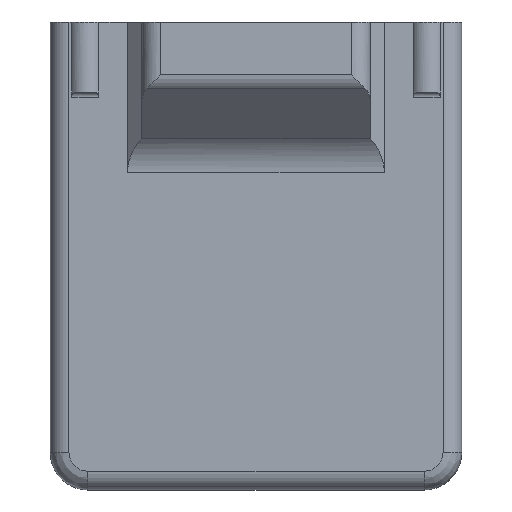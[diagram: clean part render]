
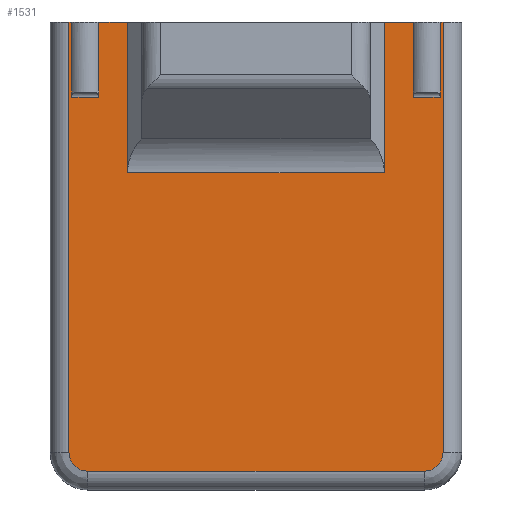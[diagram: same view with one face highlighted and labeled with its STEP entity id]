
A CAD part, top view. The second image highlights one B-rep face of the part: STEP entity #1531.
In plain terms, the highlighted planar face has unit normal (0, 0, 1).
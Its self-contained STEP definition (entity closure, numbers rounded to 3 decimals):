
#77=CIRCLE('',#1640,4.);
#78=CIRCLE('',#1641,4.);
#130=FACE_OUTER_BOUND('',#218,.T.);
#218=EDGE_LOOP('',(#1035,#1036,#1037,#1038,#1039,#1040,#1041,#1042,#1043,
#1044,#1045,#1046,#1047,#1048,#1049,#1050,#1051,#1052));
#323=LINE('',#2269,#484);
#324=LINE('',#2273,#485);
#325=LINE('',#2275,#486);
#326=LINE('',#2277,#487);
#327=LINE('',#2279,#488);
#328=LINE('',#2281,#489);
#329=LINE('',#2283,#490);
#330=LINE('',#2285,#491);
#331=LINE('',#2287,#492);
#332=LINE('',#2291,#493);
#333=LINE('',#2295,#494);
#334=LINE('',#2297,#495);
#335=LINE('',#2299,#496);
#336=LINE('',#2301,#497);
#337=LINE('',#2303,#498);
#338=LINE('',#2304,#499);
#484=VECTOR('',#1807,10.);
#485=VECTOR('',#1812,10.);
#486=VECTOR('',#1813,10.);
#487=VECTOR('',#1814,10.);
#488=VECTOR('',#1815,10.);
#489=VECTOR('',#1816,10.);
#490=VECTOR('',#1817,10.);
#491=VECTOR('',#1818,10.);
#492=VECTOR('',#1819,10.);
#493=VECTOR('',#1822,10.);
#494=VECTOR('',#1825,10.);
#495=VECTOR('',#1826,10.);
#496=VECTOR('',#1827,10.);
#497=VECTOR('',#1828,10.);
#498=VECTOR('',#1829,10.);
#499=VECTOR('',#1830,10.);
#650=VERTEX_POINT('',#2266);
#651=VERTEX_POINT('',#2268);
#652=VERTEX_POINT('',#2272);
#653=VERTEX_POINT('',#2274);
#654=VERTEX_POINT('',#2276);
#655=VERTEX_POINT('',#2278);
#656=VERTEX_POINT('',#2280);
#657=VERTEX_POINT('',#2282);
#658=VERTEX_POINT('',#2284);
#659=VERTEX_POINT('',#2286);
#660=VERTEX_POINT('',#2288);
#661=VERTEX_POINT('',#2290);
#662=VERTEX_POINT('',#2292);
#663=VERTEX_POINT('',#2294);
#664=VERTEX_POINT('',#2296);
#665=VERTEX_POINT('',#2298);
#666=VERTEX_POINT('',#2300);
#667=VERTEX_POINT('',#2302);
#800=EDGE_CURVE('',#650,#651,#323,.T.);
#802=EDGE_CURVE('',#651,#652,#324,.T.);
#803=EDGE_CURVE('',#653,#650,#325,.T.);
#804=EDGE_CURVE('',#653,#654,#326,.T.);
#805=EDGE_CURVE('',#654,#655,#327,.T.);
#806=EDGE_CURVE('',#656,#655,#328,.T.);
#807=EDGE_CURVE('',#656,#657,#329,.T.);
#808=EDGE_CURVE('',#657,#658,#330,.T.);
#809=EDGE_CURVE('',#659,#658,#331,.T.);
#810=EDGE_CURVE('',#660,#659,#77,.T.);
#811=EDGE_CURVE('',#661,#660,#332,.T.);
#812=EDGE_CURVE('',#662,#661,#78,.T.);
#813=EDGE_CURVE('',#663,#662,#333,.T.);
#814=EDGE_CURVE('',#663,#664,#334,.T.);
#815=EDGE_CURVE('',#664,#665,#335,.T.);
#816=EDGE_CURVE('',#666,#665,#336,.T.);
#817=EDGE_CURVE('',#666,#667,#337,.T.);
#818=EDGE_CURVE('',#667,#652,#338,.T.);
#1035=ORIENTED_EDGE('',*,*,#802,.F.);
#1036=ORIENTED_EDGE('',*,*,#800,.F.);
#1037=ORIENTED_EDGE('',*,*,#803,.F.);
#1038=ORIENTED_EDGE('',*,*,#804,.T.);
#1039=ORIENTED_EDGE('',*,*,#805,.T.);
#1040=ORIENTED_EDGE('',*,*,#806,.F.);
#1041=ORIENTED_EDGE('',*,*,#807,.T.);
#1042=ORIENTED_EDGE('',*,*,#808,.T.);
#1043=ORIENTED_EDGE('',*,*,#809,.F.);
#1044=ORIENTED_EDGE('',*,*,#810,.F.);
#1045=ORIENTED_EDGE('',*,*,#811,.F.);
#1046=ORIENTED_EDGE('',*,*,#812,.F.);
#1047=ORIENTED_EDGE('',*,*,#813,.F.);
#1048=ORIENTED_EDGE('',*,*,#814,.T.);
#1049=ORIENTED_EDGE('',*,*,#815,.T.);
#1050=ORIENTED_EDGE('',*,*,#816,.F.);
#1051=ORIENTED_EDGE('',*,*,#817,.T.);
#1052=ORIENTED_EDGE('',*,*,#818,.T.);
#1479=PLANE('',#1639);
#1531=ADVANCED_FACE('',(#130),#1479,.T.);
#1639=AXIS2_PLACEMENT_3D('',#2271,#1810,#1811);
#1640=AXIS2_PLACEMENT_3D('',#2289,#1820,#1821);
#1641=AXIS2_PLACEMENT_3D('',#2293,#1823,#1824);
#1807=DIRECTION('',(1.,0.,0.));
#1810=DIRECTION('center_axis',(0.,0.,1.));
#1811=DIRECTION('ref_axis',(1.,0.,0.));
#1812=DIRECTION('',(0.,1.,0.));
#1813=DIRECTION('',(0.,-1.,0.));
#1814=DIRECTION('',(-1.,0.,0.));
#1815=DIRECTION('',(0.,-1.,0.));
#1816=DIRECTION('',(1.,0.,0.));
#1817=DIRECTION('',(0.,1.,0.));
#1818=DIRECTION('',(-1.,0.,0.));
#1819=DIRECTION('',(0.,1.,0.));
#1820=DIRECTION('center_axis',(0.,0.,-1.));
#1821=DIRECTION('ref_axis',(-0.707,-0.707,0.));
#1822=DIRECTION('',(-1.,0.,0.));
#1823=DIRECTION('center_axis',(0.,0.,-1.));
#1824=DIRECTION('ref_axis',(0.707,-0.707,0.));
#1825=DIRECTION('',(0.,-1.,0.));
#1826=DIRECTION('',(-1.,0.,0.));
#1827=DIRECTION('',(0.,-1.,0.));
#1828=DIRECTION('',(1.,0.,0.));
#1829=DIRECTION('',(0.,1.,0.));
#1830=DIRECTION('',(-1.,0.,0.));
#2266=CARTESIAN_POINT('',(106.127,-60.166,16.));
#2268=CARTESIAN_POINT('',(160.927,-60.166,16.));
#2269=CARTESIAN_POINT('',(133.537,-60.166,16.));
#2271=CARTESIAN_POINT('Origin',(133.541,-77.91,16.));
#2272=CARTESIAN_POINT('',(160.927,-27.979,16.));
#2273=CARTESIAN_POINT('',(160.927,-54.415,16.));
#2274=CARTESIAN_POINT('',(106.127,-27.979,16.));
#2275=CARTESIAN_POINT('',(106.127,-52.945,16.));
#2276=CARTESIAN_POINT('',(99.953,-27.979,16.));
#2277=CARTESIAN_POINT('',(177.462,-27.979,16.));
#2278=CARTESIAN_POINT('',(99.953,-43.979,16.));
#2279=CARTESIAN_POINT('',(99.953,-27.979,16.));
#2280=CARTESIAN_POINT('',(94.209,-43.979,16.));
#2281=CARTESIAN_POINT('',(115.311,-43.979,16.));
#2282=CARTESIAN_POINT('',(94.209,-27.979,16.));
#2283=CARTESIAN_POINT('',(94.209,-27.979,16.));
#2284=CARTESIAN_POINT('',(93.619,-27.979,16.));
#2285=CARTESIAN_POINT('',(177.462,-27.979,16.));
#2286=CARTESIAN_POINT('',(93.619,-119.841,16.));
#2287=CARTESIAN_POINT('',(93.619,-52.945,16.));
#2288=CARTESIAN_POINT('',(97.619,-123.841,16.));
#2289=CARTESIAN_POINT('Origin',(97.619,-119.841,16.));
#2290=CARTESIAN_POINT('',(169.462,-123.841,16.));
#2291=CARTESIAN_POINT('',(115.58,-123.841,16.));
#2292=CARTESIAN_POINT('',(173.462,-119.841,16.));
#2293=CARTESIAN_POINT('Origin',(169.462,-119.841,16.));
#2294=CARTESIAN_POINT('',(173.462,-27.979,16.));
#2295=CARTESIAN_POINT('',(173.462,-98.876,16.));
#2296=CARTESIAN_POINT('',(172.872,-27.979,16.));
#2297=CARTESIAN_POINT('',(177.462,-27.979,16.));
#2298=CARTESIAN_POINT('',(172.872,-43.979,16.));
#2299=CARTESIAN_POINT('',(172.872,-27.979,16.));
#2300=CARTESIAN_POINT('',(167.128,-43.979,16.));
#2301=CARTESIAN_POINT('',(151.77,-43.979,16.));
#2302=CARTESIAN_POINT('',(167.128,-27.979,16.));
#2303=CARTESIAN_POINT('',(167.128,-27.979,16.));
#2304=CARTESIAN_POINT('',(177.462,-27.979,16.));
